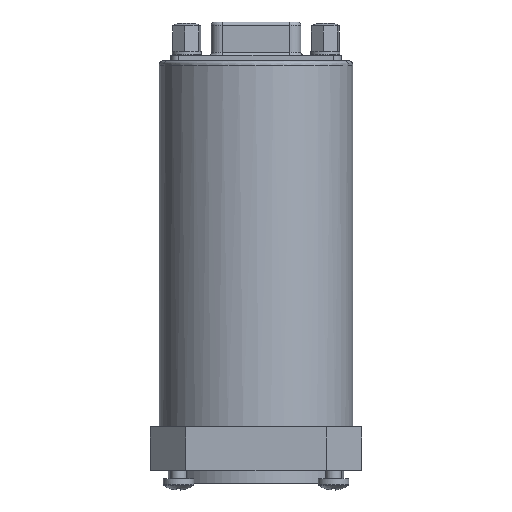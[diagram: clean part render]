
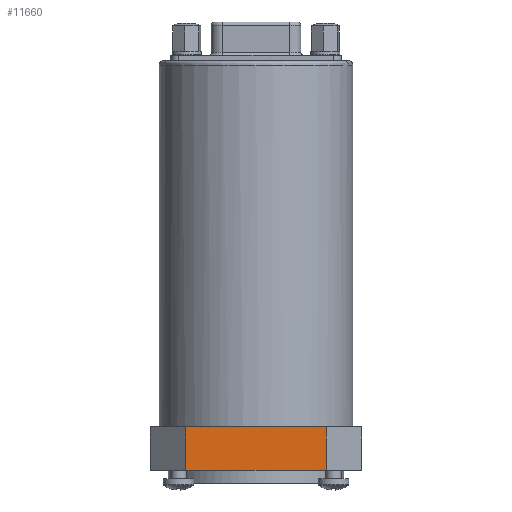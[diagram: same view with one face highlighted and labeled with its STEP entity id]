
A CAD part, front view. The second image highlights one B-rep face of the part: STEP entity #11660.
In plain terms, the highlighted free-form (B-spline) face has degree [1, 1] with [2, 2] control points.
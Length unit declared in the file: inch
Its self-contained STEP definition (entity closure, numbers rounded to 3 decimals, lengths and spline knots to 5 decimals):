
#11660=ADVANCED_FACE('',(#27483),#27484,.F.);
#18876=EDGE_CURVE('',#38113,#38131,#38134,.T.);
#19262=EDGE_CURVE('',#38712,#38113,#38713,.T.);
#19602=EDGE_CURVE('',#39213,#38131,#39214,.T.);
#19604=EDGE_CURVE('',#38712,#39213,#39216,.T.);
#27483=FACE_OUTER_BOUND('',#59779,.T.);
#27484=B_SPLINE_SURFACE_WITH_KNOTS('',1,1,((#59780,#59781),(#59782,#59783)),.UNSPECIFIED.,.F.,.F.,.F.,(2,2),(2,2),(0.0,1.0),(0.0,1.0),.UNSPECIFIED.);
#38113=VERTEX_POINT('',#93976);
#38131=VERTEX_POINT('',#94006);
#38134=LINE('',#94011,#94012);
#38712=VERTEX_POINT('',#96611);
#38713=LINE('',#96612,#96613);
#39213=VERTEX_POINT('',#97969);
#39214=LINE('',#97970,#97971);
#39216=LINE('',#97974,#97975);
#59779=EDGE_LOOP('',(#128594,#128595,#128596,#128597));
#59780=CARTESIAN_POINT('',(-0.5,0.74256,0.31));
#59781=CARTESIAN_POINT('',(0.5,0.74256,0.31));
#59782=CARTESIAN_POINT('',(-0.5,0.74256,0.0));
#59783=CARTESIAN_POINT('',(0.5,0.74256,0.0));
#93976=CARTESIAN_POINT('',(0.5,0.74256,0.0));
#94006=CARTESIAN_POINT('',(-0.5,0.74256,0.0));
#94011=CARTESIAN_POINT('',(0.5,0.74256,0.0));
#94012=VECTOR('',#135667,1.0);
#96611=CARTESIAN_POINT('',(0.5,0.74256,0.31));
#96612=CARTESIAN_POINT('',(0.5,0.74256,0.31));
#96613=VECTOR('',#135668,1.0);
#97969=CARTESIAN_POINT('',(-0.5,0.74256,0.31));
#97970=CARTESIAN_POINT('',(-0.5,0.74256,0.31));
#97971=VECTOR('',#135681,1.0);
#97974=CARTESIAN_POINT('',(0.5,0.74256,0.31));
#97975=VECTOR('',#135682,1.0);
#128594=ORIENTED_EDGE('',*,*,#19262,.T.);
#128595=ORIENTED_EDGE('',*,*,#18876,.T.);
#128596=ORIENTED_EDGE('',*,*,#19602,.F.);
#128597=ORIENTED_EDGE('',*,*,#19604,.F.);
#135667=DIRECTION('',(-1.0,0.0,0.0));
#135668=DIRECTION('',(0.0,0.0,-1.0));
#135681=DIRECTION('',(0.0,0.0,-1.0));
#135682=DIRECTION('',(-1.0,0.0,0.0));
